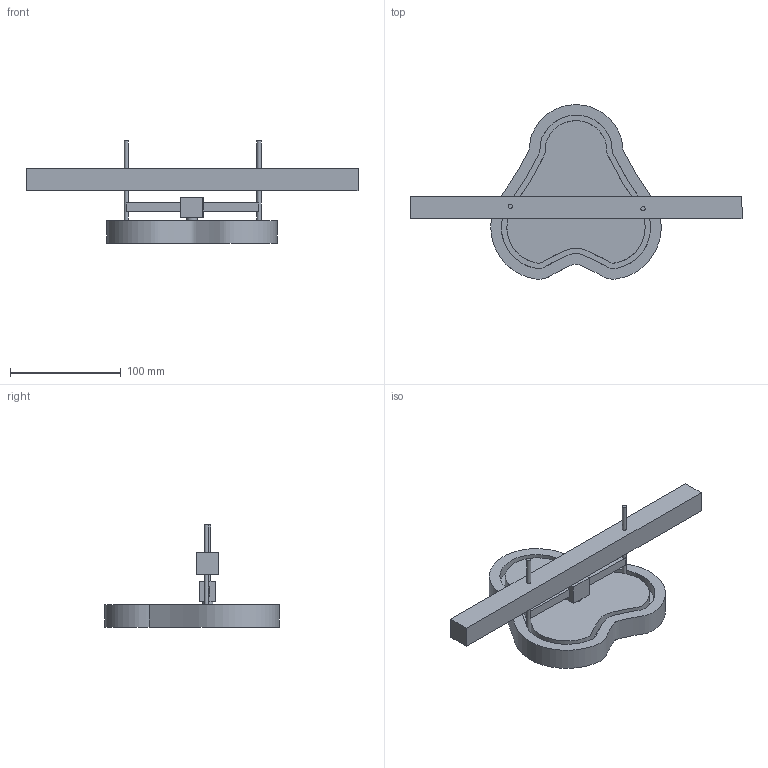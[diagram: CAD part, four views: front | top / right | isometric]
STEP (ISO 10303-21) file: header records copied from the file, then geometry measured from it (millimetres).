
FILE_DESCRIPTION(/* description */ (''),/* implementation_level */ '2;1');
FILE_NAME(/* name */ 'Cam 2004 v2.step',/* time_stamp */ '2021-02-25T10:57:30-08:00',/* author */ (''),/* organization */ (''),/* preprocessor_version */ 'ST-DEVELOPER v18.1',/* originating_system */ 'Autodesk Translation Framework v9.7.1.1290',/* authorisation */ '');
FILE_SCHEMA (('AUTOMOTIVE_DESIGN { 1 0 10303 214 3 1 1 }'));
Length unit declared in the file: millimetre
Products named in the file (4): Cam 2004; Component1; Component2; Component3
Assembly tree (3 placements, depth 2):
  Cam 2004
    Component1
    Component2
    Component3
Bounding box: 300 x 157.65 x 92.25 mm (x, y, z)
Volume: 448039.6 mm3; surface area: 85325.2 mm2
Topology: 3 solids, 3 shells, 40 faces, 84 edges, 56 vertices
Faces by surface type: plane 29, cylinder 6, bspline 5
Full cylindrical faces by diameter (mm): 3.75 x4, 9.5 x1, 10 x1
Entity records: 3685 total; most frequent: CARTESIAN_POINT 2712, DIRECTION 176, ORIENTED_EDGE 168, EDGE_CURVE 84, AXIS2_PLACEMENT_3D 60, LINE 56, VECTOR 56, VERTEX_POINT 56
